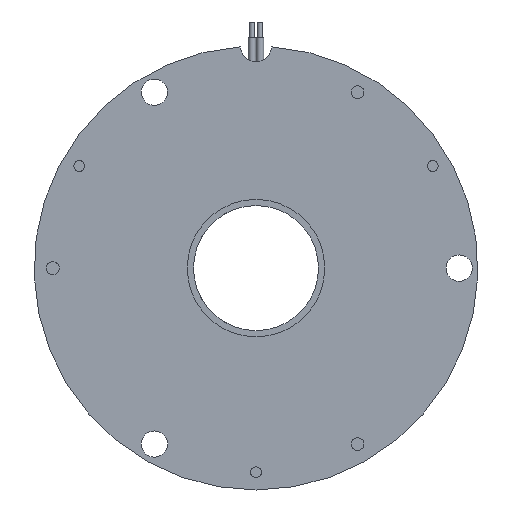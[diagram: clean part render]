
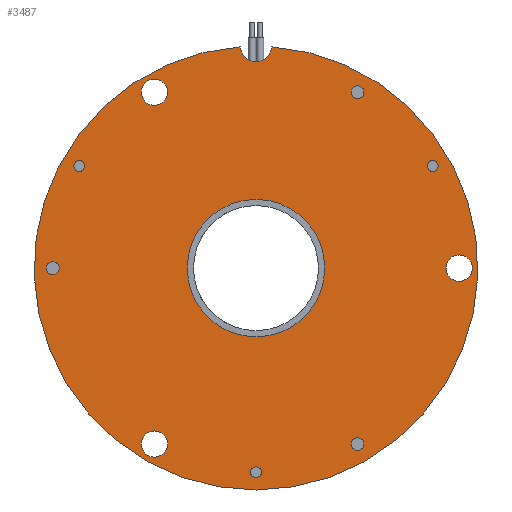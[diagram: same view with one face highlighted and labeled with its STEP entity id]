
A CAD part, left-side view. The second image highlights one B-rep face of the part: STEP entity #3487.
In plain terms, the highlighted planar face has unit normal (-1, 0, 0).
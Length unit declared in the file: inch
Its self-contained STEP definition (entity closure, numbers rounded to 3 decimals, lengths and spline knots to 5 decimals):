
#87 = DIRECTION ( 'NONE',  ( 1., 0., 0. ) ) ;
#103 = EDGE_CURVE ( 'NONE', #1170, #1170, #3474, .T. ) ;
#150 = ORIENTED_EDGE ( 'NONE', *, *, #3130, .T. ) ;
#161 = FACE_BOUND ( 'NONE', #4064, .T. ) ;
#218 = AXIS2_PLACEMENT_3D ( 'NONE', #539, #87, #1343 ) ;
#230 = CARTESIAN_POINT ( 'NONE',  ( 0., 0., 0.43307 ) ) ;
#231 = AXIS2_PLACEMENT_3D ( 'NONE', #1529, #3162, #4837 ) ;
#237 = CIRCLE ( 'NONE', #231, 0.04035 ) ;
#279 = DIRECTION ( 'NONE',  ( -1., 0., 0. ) ) ;
#339 = ORIENTED_EDGE ( 'NONE', *, *, #2489, .T. ) ;
#359 = EDGE_LOOP ( 'NONE', ( #339 ) ) ;
#487 = AXIS2_PLACEMENT_3D ( 'NONE', #5127, #1412, #3044 ) ;
#539 = CARTESIAN_POINT ( 'NONE',  ( 0., 0.63976, 1.1081 ) ) ;
#566 = FACE_BOUND ( 'NONE', #3414, .T. ) ;
#595 = DIRECTION ( 'NONE',  ( 0., 0.866, 0.5 ) ) ;
#643 = CARTESIAN_POINT ( 'NONE',  ( 0., 1.27953, -0.04035 ) ) ;
#686 = CARTESIAN_POINT ( 'NONE',  ( 0., 0.09843, 1.39417 ) ) ;
#717 = CARTESIAN_POINT ( 'NONE',  ( 0., -1.11383, 0.64307 ) ) ;
#875 = CARTESIAN_POINT ( 'NONE',  ( 0., 0., 0. ) ) ;
#935 = ORIENTED_EDGE ( 'NONE', *, *, #1772, .T. ) ;
#966 = EDGE_CURVE ( 'NONE', #1227, #1227, #4885, .T. ) ;
#970 = FACE_BOUND ( 'NONE', #4659, .T. ) ;
#985 = DIRECTION ( 'NONE',  ( 1., 0., 0. ) ) ;
#1170 = VERTEX_POINT ( 'NONE', #2821 ) ;
#1227 = VERTEX_POINT ( 'NONE', #2867 ) ;
#1237 = ORIENTED_EDGE ( 'NONE', *, *, #4577, .F. ) ;
#1282 = DIRECTION ( 'NONE',  ( 1., 0., 0. ) ) ;
#1285 = VERTEX_POINT ( 'NONE', #2927 ) ;
#1298 = CARTESIAN_POINT ( 'NONE',  ( 0., -1.27953, 0. ) ) ;
#1343 = DIRECTION ( 'NONE',  ( 0., -0.866, 0.5 ) ) ;
#1377 = CARTESIAN_POINT ( 'NONE',  ( 0., -1.14327, 0.66007 ) ) ;
#1391 = FACE_BOUND ( 'NONE', #5212, .T. ) ;
#1412 = DIRECTION ( 'NONE',  ( 1., 0., 0. ) ) ;
#1427 = CIRCLE ( 'NONE', #3223, 0.08268 ) ;
#1444 = VERTEX_POINT ( 'NONE', #3077 ) ;
#1517 = AXIS2_PLACEMENT_3D ( 'NONE', #875, #2523, #4185 ) ;
#1529 = CARTESIAN_POINT ( 'NONE',  ( 0., -0.63976, 1.1081 ) ) ;
#1537 = VERTEX_POINT ( 'NONE', #3323 ) ;
#1605 = CIRCLE ( 'NONE', #1611, 0.04035 ) ;
#1611 = AXIS2_PLACEMENT_3D ( 'NONE', #4996, #1282, #2919 ) ;
#1647 = ORIENTED_EDGE ( 'NONE', *, *, #103, .T. ) ;
#1678 = CARTESIAN_POINT ( 'NONE',  ( 0., 0., 1.3977 ) ) ;
#1719 = ORIENTED_EDGE ( 'NONE', *, *, #4109, .T. ) ;
#1732 = VERTEX_POINT ( 'NONE', #686 ) ;
#1772 = EDGE_CURVE ( 'NONE', #1285, #1285, #1427, .T. ) ;
#1777 = VERTEX_POINT ( 'NONE', #3410 ) ;
#1818 = FACE_OUTER_BOUND ( 'NONE', #3128, .T. ) ;
#1828 = ORIENTED_EDGE ( 'NONE', *, *, #3299, .T. ) ;
#1921 = DIRECTION ( 'NONE',  ( 0., 0., 1. ) ) ;
#1948 = AXIS2_PLACEMENT_3D ( 'NONE', #4715, #985, #2636 ) ;
#1951 = DIRECTION ( 'NONE',  ( 1., 0., 0. ) ) ;
#1964 = DIRECTION ( 'NONE',  ( 0., 0.866, 0.5 ) ) ;
#2022 = CIRCLE ( 'NONE', #1948, 0.04035 ) ;
#2140 = CIRCLE ( 'NONE', #2142, 0.08268 ) ;
#2142 = AXIS2_PLACEMENT_3D ( 'NONE', #2652, #4316, #595 ) ;
#2158 = VERTEX_POINT ( 'NONE', #3787 ) ;
#2166 = DIRECTION ( 'NONE',  ( 1., 0., 0. ) ) ;
#2229 = FACE_BOUND ( 'NONE', #3775, .T. ) ;
#2255 = VERTEX_POINT ( 'NONE', #3892 ) ;
#2388 = DIRECTION ( 'NONE',  ( 1., 0., 0. ) ) ;
#2489 = EDGE_CURVE ( 'NONE', #2158, #2158, #2716, .T. ) ;
#2523 = DIRECTION ( 'NONE',  ( -1., 0., 0. ) ) ;
#2618 = FACE_BOUND ( 'NONE', #4188, .T. ) ;
#2622 = CIRCLE ( 'NONE', #2629, 0.034 ) ;
#2629 = AXIS2_PLACEMENT_3D ( 'NONE', #717, #2388, #4026 ) ;
#2636 = DIRECTION ( 'NONE',  ( 0., 0., -1. ) ) ;
#2652 = CARTESIAN_POINT ( 'NONE',  ( 0., 0.63976, -1.1081 ) ) ;
#2691 = AXIS2_PLACEMENT_3D ( 'NONE', #2782, #1951, #4242 ) ;
#2716 = CIRCLE ( 'NONE', #2796, 0.034 ) ;
#2782 = CARTESIAN_POINT ( 'NONE',  ( 0., 0., -1.28614 ) ) ;
#2796 = AXIS2_PLACEMENT_3D ( 'NONE', #4383, #4845, #1964 ) ;
#2821 = CARTESIAN_POINT ( 'NONE',  ( 0., 0., -1.32014 ) ) ;
#2867 = CARTESIAN_POINT ( 'NONE',  ( 0., 0.56816, 1.14944 ) ) ;
#2919 = DIRECTION ( 'NONE',  ( 0., 0., -1. ) ) ;
#2927 = CARTESIAN_POINT ( 'NONE',  ( 0., -1.27953, -0.08268 ) ) ;
#3018 = FACE_BOUND ( 'NONE', #359, .T. ) ;
#3044 = DIRECTION ( 'NONE',  ( 0., 0., -1. ) ) ;
#3077 = CARTESIAN_POINT ( 'NONE',  ( 0., -0.63976, 1.06775 ) ) ;
#3128 = EDGE_LOOP ( 'NONE', ( #5283, #5124 ) ) ;
#3130 = EDGE_CURVE ( 'NONE', #1777, #1777, #2140, .T. ) ;
#3162 = DIRECTION ( 'NONE',  ( 1., 0., 0. ) ) ;
#3223 = AXIS2_PLACEMENT_3D ( 'NONE', #1298, #2166, #5254 ) ;
#3299 = EDGE_CURVE ( 'NONE', #5084, #5084, #2622, .T. ) ;
#3305 = DIRECTION ( 'NONE',  ( 1., 0., 0. ) ) ;
#3323 = CARTESIAN_POINT ( 'NONE',  ( 0., -0.09843, 1.39417 ) ) ;
#3410 = CARTESIAN_POINT ( 'NONE',  ( 0., 0.71136, -1.06676 ) ) ;
#3414 = EDGE_LOOP ( 'NONE', ( #1647 ) ) ;
#3438 = ORIENTED_EDGE ( 'NONE', *, *, #4251, .T. ) ;
#3450 = PLANE ( 'NONE',  #487 ) ;
#3474 = CIRCLE ( 'NONE', #2691, 0.034 ) ;
#3487 = ADVANCED_FACE ( 'NONE', ( #1391, #3018, #4699, #970, #2618, #4281, #566, #2229, #3864, #161, #1818 ), #3450, .F. ) ;
#3609 = EDGE_LOOP ( 'NONE', ( #3438 ) ) ;
#3775 = EDGE_LOOP ( 'NONE', ( #4165 ) ) ;
#3787 = CARTESIAN_POINT ( 'NONE',  ( 0., 1.14327, 0.66007 ) ) ;
#3847 = AXIS2_PLACEMENT_3D ( 'NONE', #3965, #279, #1921 ) ;
#3851 = CIRCLE ( 'NONE', #3847, 0.43307 ) ;
#3864 = FACE_BOUND ( 'NONE', #4876, .T. ) ;
#3892 = CARTESIAN_POINT ( 'NONE',  ( 0., -0.63976, -1.14846 ) ) ;
#3893 = ORIENTED_EDGE ( 'NONE', *, *, #966, .T. ) ;
#3917 = VERTEX_POINT ( 'NONE', #230 ) ;
#3965 = CARTESIAN_POINT ( 'NONE',  ( 0., 0., 0. ) ) ;
#4026 = DIRECTION ( 'NONE',  ( 0., -0.866, 0.5 ) ) ;
#4050 = EDGE_CURVE ( 'NONE', #1537, #1732, #4818, .T. ) ;
#4064 = EDGE_LOOP ( 'NONE', ( #1237 ) ) ;
#4109 = EDGE_CURVE ( 'NONE', #2255, #2255, #2022, .T. ) ;
#4165 = ORIENTED_EDGE ( 'NONE', *, *, #4691, .T. ) ;
#4185 = DIRECTION ( 'NONE',  ( 0., 0., 1. ) ) ;
#4188 = EDGE_LOOP ( 'NONE', ( #3893 ) ) ;
#4242 = DIRECTION ( 'NONE',  ( 0., 0., -1. ) ) ;
#4251 = EDGE_CURVE ( 'NONE', #1444, #1444, #237, .T. ) ;
#4281 = FACE_BOUND ( 'NONE', #5354, .T. ) ;
#4316 = DIRECTION ( 'NONE',  ( 1., 0., 0. ) ) ;
#4363 = VERTEX_POINT ( 'NONE', #643 ) ;
#4383 = CARTESIAN_POINT ( 'NONE',  ( 0., 1.11383, 0.64307 ) ) ;
#4577 = EDGE_CURVE ( 'NONE', #3917, #3917, #3851, .T. ) ;
#4659 = EDGE_LOOP ( 'NONE', ( #1719 ) ) ;
#4691 = EDGE_CURVE ( 'NONE', #4363, #4363, #1605, .T. ) ;
#4699 = FACE_BOUND ( 'NONE', #3609, .T. ) ;
#4715 = CARTESIAN_POINT ( 'NONE',  ( 0., -0.63976, -1.1081 ) ) ;
#4722 = CIRCLE ( 'NONE', #1517, 1.39764 ) ;
#4803 = AXIS2_PLACEMENT_3D ( 'NONE', #1678, #3305, #4984 ) ;
#4818 = CIRCLE ( 'NONE', #4803, 0.09849 ) ;
#4837 = DIRECTION ( 'NONE',  ( 0., 0., -1. ) ) ;
#4845 = DIRECTION ( 'NONE',  ( 1., 0., 0. ) ) ;
#4876 = EDGE_LOOP ( 'NONE', ( #935 ) ) ;
#4885 = CIRCLE ( 'NONE', #218, 0.08268 ) ;
#4984 = DIRECTION ( 'NONE',  ( 0., 0., -1. ) ) ;
#4996 = CARTESIAN_POINT ( 'NONE',  ( 0., 1.27953, 0. ) ) ;
#5084 = VERTEX_POINT ( 'NONE', #1377 ) ;
#5106 = EDGE_CURVE ( 'NONE', #1732, #1537, #4722, .T. ) ;
#5124 = ORIENTED_EDGE ( 'NONE', *, *, #4050, .T. ) ;
#5127 = CARTESIAN_POINT ( 'NONE',  ( 0., 1.39764, 0. ) ) ;
#5212 = EDGE_LOOP ( 'NONE', ( #1828 ) ) ;
#5254 = DIRECTION ( 'NONE',  ( 0., 0., -1. ) ) ;
#5283 = ORIENTED_EDGE ( 'NONE', *, *, #5106, .T. ) ;
#5354 = EDGE_LOOP ( 'NONE', ( #150 ) ) ;
